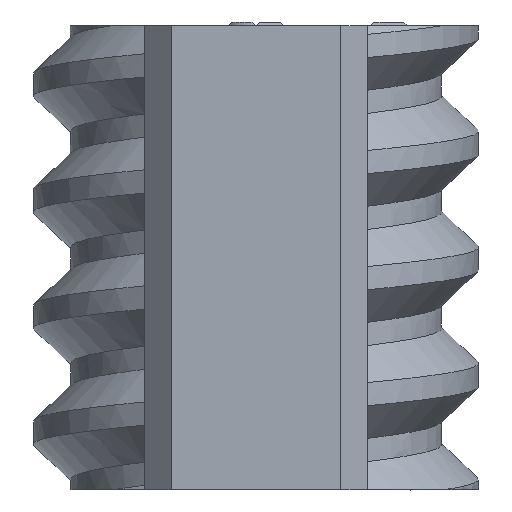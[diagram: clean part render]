
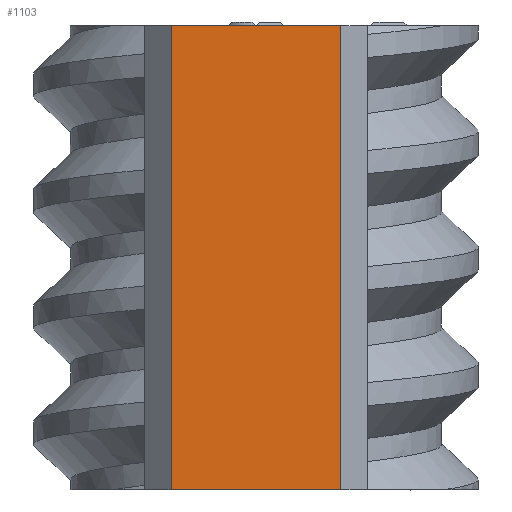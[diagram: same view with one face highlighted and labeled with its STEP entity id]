
A CAD part, front view. The second image highlights one B-rep face of the part: STEP entity #1103.
In plain terms, the highlighted planar face has unit normal (0, -1, 0).
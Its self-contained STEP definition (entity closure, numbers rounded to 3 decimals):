
#183=FACE_OUTER_BOUND('',#246,.T.);
#246=EDGE_LOOP('',(#848,#849,#850,#851));
#345=LINE('',#1971,#411);
#346=LINE('',#1974,#412);
#347=LINE('',#1976,#413);
#348=LINE('',#1977,#414);
#411=VECTOR('',#1300,10.);
#412=VECTOR('',#1303,10.);
#413=VECTOR('',#1304,10.);
#414=VECTOR('',#1305,10.);
#524=VERTEX_POINT('',#1967);
#525=VERTEX_POINT('',#1969);
#526=VERTEX_POINT('',#1973);
#527=VERTEX_POINT('',#1975);
#652=EDGE_CURVE('',#524,#525,#345,.T.);
#653=EDGE_CURVE('',#524,#526,#346,.T.);
#654=EDGE_CURVE('',#527,#525,#347,.T.);
#655=EDGE_CURVE('',#526,#527,#348,.T.);
#848=ORIENTED_EDGE('',*,*,#653,.F.);
#849=ORIENTED_EDGE('',*,*,#652,.T.);
#850=ORIENTED_EDGE('',*,*,#654,.F.);
#851=ORIENTED_EDGE('',*,*,#655,.F.);
#1078=PLANE('',#1184);
#1103=ADVANCED_FACE('',(#183),#1078,.T.);
#1184=AXIS2_PLACEMENT_3D('',#1972,#1301,#1302);
#1300=DIRECTION('',(0.,0.,1.));
#1301=DIRECTION('center_axis',(0.,-1.,0.));
#1302=DIRECTION('ref_axis',(1.,0.,0.));
#1303=DIRECTION('',(-1.,0.,0.));
#1304=DIRECTION('',(1.,0.,0.));
#1305=DIRECTION('',(0.,0.,1.));
#1967=CARTESIAN_POINT('',(2.285,-6.2,0.));
#1969=CARTESIAN_POINT('',(2.285,-6.2,12.5));
#1971=CARTESIAN_POINT('',(2.285,-6.2,0.));
#1972=CARTESIAN_POINT('Origin',(-2.285,-6.2,0.));
#1973=CARTESIAN_POINT('',(-2.285,-6.2,0.));
#1974=CARTESIAN_POINT('',(0.,-6.2,0.));
#1975=CARTESIAN_POINT('',(-2.285,-6.2,12.5));
#1976=CARTESIAN_POINT('',(0.,-6.2,12.5));
#1977=CARTESIAN_POINT('',(-2.285,-6.2,0.));
